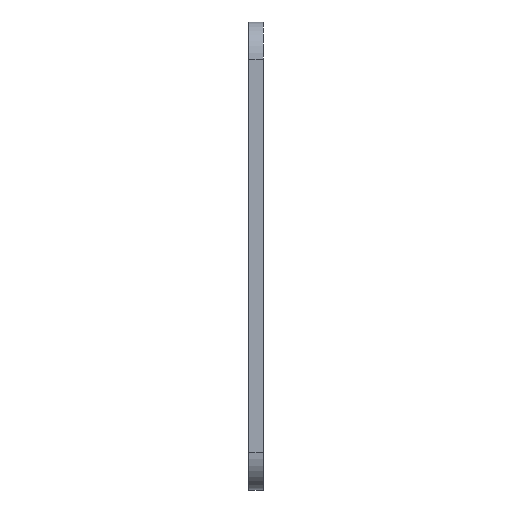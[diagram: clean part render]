
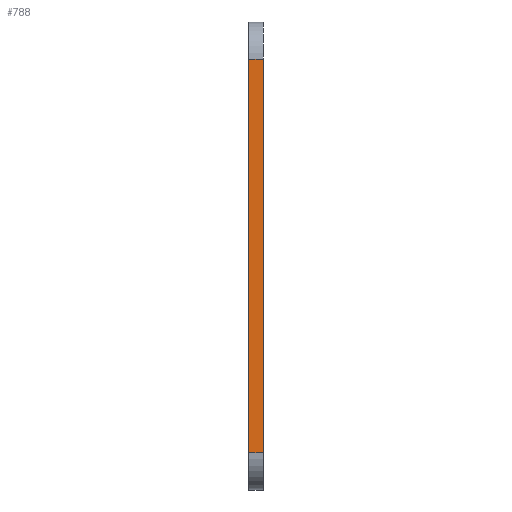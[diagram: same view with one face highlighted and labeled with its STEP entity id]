
A CAD part, front view. The second image highlights one B-rep face of the part: STEP entity #788.
In plain terms, the highlighted planar face has unit normal (0, -1, 0).
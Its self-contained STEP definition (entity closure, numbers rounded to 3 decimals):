
#775=AXIS2_PLACEMENT_3D('Plane Axis2P3D',#772,#773,#774) ;
#115=CARTESIAN_POINT('Vertex',(0.,0.,5.)) ;
#120=CARTESIAN_POINT('Line Origine',(0.,0.,31.5)) ;
#124=CARTESIAN_POINT('Vertex',(0.,0.,58.)) ;
#516=CARTESIAN_POINT('Vertex',(2.,0.,58.)) ;
#519=CARTESIAN_POINT('Line Origine',(2.,0.,31.5)) ;
#523=CARTESIAN_POINT('Vertex',(2.,0.,5.)) ;
#755=CARTESIAN_POINT('Line Origine',(1.,0.,5.)) ;
#772=CARTESIAN_POINT('Axis2P3D Location',(0.,0.,58.)) ;
#777=CARTESIAN_POINT('Line Origine',(1.,0.,58.)) ;
#121=DIRECTION('Vector Direction',(0.,0.,-1.)) ;
#520=DIRECTION('Vector Direction',(0.,0.,-1.)) ;
#756=DIRECTION('Vector Direction',(1.,0.,0.)) ;
#773=DIRECTION('Axis2P3D Direction',(0.,-1.,0.)) ;
#774=DIRECTION('Axis2P3D XDirection',(0.,0.,-1.)) ;
#778=DIRECTION('Vector Direction',(1.,0.,0.)) ;
#122=VECTOR('Line Direction',#121,1.) ;
#521=VECTOR('Line Direction',#520,1.) ;
#757=VECTOR('Line Direction',#756,1.) ;
#779=VECTOR('Line Direction',#778,1.) ;
#783=ORIENTED_EDGE('',*,*,#781,.F.) ;
#784=ORIENTED_EDGE('',*,*,#126,.T.) ;
#785=ORIENTED_EDGE('',*,*,#759,.T.) ;
#786=ORIENTED_EDGE('',*,*,#525,.F.) ;
#788=ADVANCED_FACE('WTW',(#787),#776,.T.) ;
#126=EDGE_CURVE('',#125,#116,#123,.T.) ;
#525=EDGE_CURVE('',#517,#524,#522,.T.) ;
#759=EDGE_CURVE('',#116,#524,#758,.T.) ;
#781=EDGE_CURVE('',#125,#517,#780,.T.) ;
#782=EDGE_LOOP('',(#783,#784,#785,#786)) ;
#787=FACE_OUTER_BOUND('',#782,.T.) ;
#123=LINE('Line',#120,#122) ;
#522=LINE('Line',#519,#521) ;
#758=LINE('Line',#755,#757) ;
#780=LINE('Line',#777,#779) ;
#776=PLANE('',#775) ;
#116=VERTEX_POINT('',#115) ;
#125=VERTEX_POINT('',#124) ;
#517=VERTEX_POINT('',#516) ;
#524=VERTEX_POINT('',#523) ;
